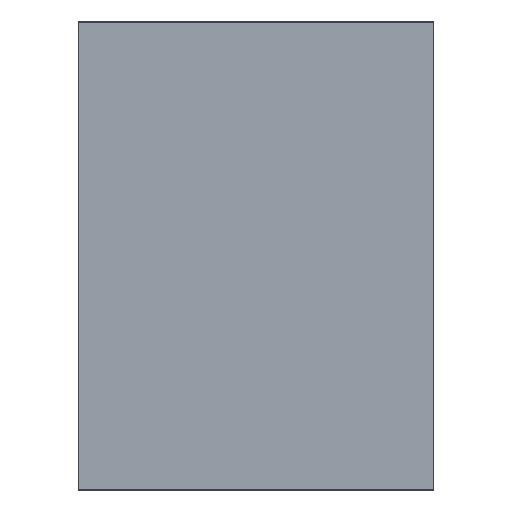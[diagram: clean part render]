
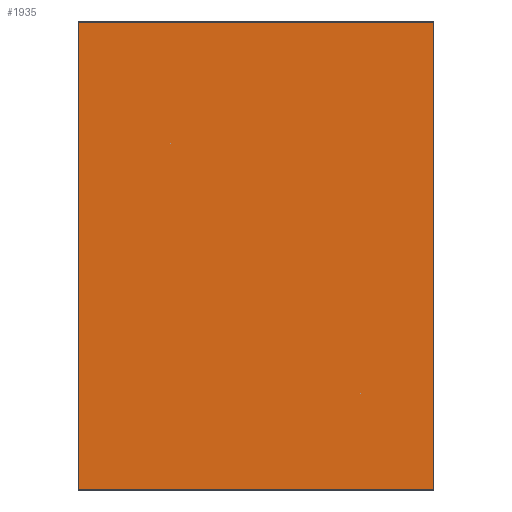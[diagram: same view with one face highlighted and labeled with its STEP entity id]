
A CAD part, left-side view. The second image highlights one B-rep face of the part: STEP entity #1935.
In plain terms, the highlighted planar face has unit normal (-1, 0, 0).
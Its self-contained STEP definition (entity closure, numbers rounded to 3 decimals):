
#92=ORIENTED_EDGE('',*,*,#491,.F.);
#93=ORIENTED_EDGE('',*,*,#478,.F.);
#94=ORIENTED_EDGE('',*,*,#439,.T.);
#95=ORIENTED_EDGE('',*,*,#470,.T.);
#439=EDGE_CURVE('',#644,#643,#779,.T.);
#470=EDGE_CURVE('',#643,#673,#810,.T.);
#478=EDGE_CURVE('',#644,#679,#818,.T.);
#491=EDGE_CURVE('',#679,#673,#831,.T.);
#643=VERTEX_POINT('',#2457);
#644=VERTEX_POINT('',#2459);
#673=VERTEX_POINT('',#2519);
#679=VERTEX_POINT('',#2537);
#779=LINE('',#2458,#983);
#810=LINE('',#2520,#1014);
#818=LINE('',#2536,#1022);
#831=LINE('',#2562,#1035);
#983=VECTOR('',#2094,1000.);
#1014=VECTOR('',#2127,1000.);
#1022=VECTOR('',#2141,1000.);
#1035=VECTOR('',#2164,1000.);
#1188=EDGE_LOOP('',(#92,#93,#94,#95));
#1266=FACE_BOUND('',#1188,.T.);
#1341=PLANE('',#2014);
#1935=ADVANCED_FACE('',(#1266),#1341,.T.);
#2014=AXIS2_PLACEMENT_3D('',#2561,#2162,#2163);
#2094=DIRECTION('',(0.,0.,1.));
#2127=DIRECTION('',(0.,1.,0.));
#2141=DIRECTION('',(0.,1.,0.));
#2162=DIRECTION('',(-1.,0.,0.));
#2163=DIRECTION('',(0.,0.,1.));
#2164=DIRECTION('',(0.,0.,1.));
#2457=CARTESIAN_POINT('',(-1.,-0.475,0.625));
#2458=CARTESIAN_POINT('',(-1.,-0.475,-0.625));
#2459=CARTESIAN_POINT('',(-1.,-0.475,-0.625));
#2519=CARTESIAN_POINT('',(-1.,0.475,0.625));
#2520=CARTESIAN_POINT('',(-1.,-0.475,0.625));
#2536=CARTESIAN_POINT('',(-1.,-0.475,-0.625));
#2537=CARTESIAN_POINT('',(-1.,0.475,-0.625));
#2561=CARTESIAN_POINT('',(-1.,-0.475,-0.625));
#2562=CARTESIAN_POINT('',(-1.,0.475,-0.625));
